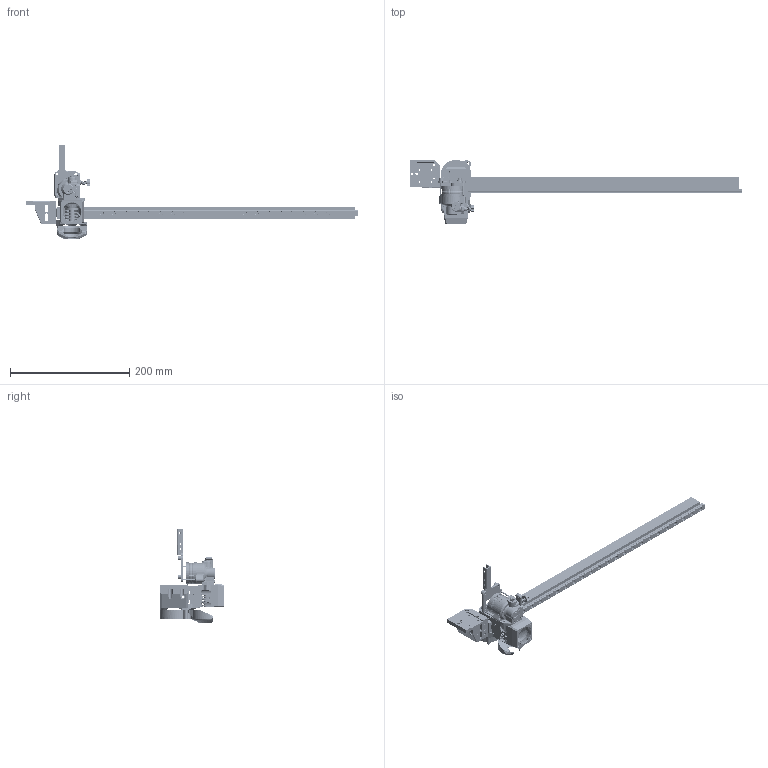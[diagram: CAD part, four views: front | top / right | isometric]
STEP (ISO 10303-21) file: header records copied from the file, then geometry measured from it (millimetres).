
FILE_DESCRIPTION(('STEP AP242'), '1');
FILE_NAME('êàðåòêà ñ êîðïóñîì îðáèòðà è 9 ðåëüñîé', '', ('UNSPECIFIED'), ('UNSPECIFIED'), 'C3D Converter', 'C3D Toolkit', '');
FILE_SCHEMA(('AP242_MANAGED_MODEL_BASED_3D_ENGINEERING_MIM_LF { 1 0 10303 442 1 1 4 }'));
Length unit declared in the file: millimetre
Products named in the file (18): V09-01-01-04-03 - Bereza carriage; V09-01-01-04-02 - Bereza body; Orbiter_v2.0_mockup; 2; Radial-Cooling-Fan-5015-DC12V; Carriage MGN9H; Heatsink V6 cut; Rail MGN9 L500; Roller; Bearing F623; Bearing 623; Washer M3; Endstop mechanical; Tube square 20x20x2x500; V09-01-01-04-04 - Bereza roller spacer; V09-01-01-01-01 - Y axis carriage body
Assembly tree (19 placements, depth 3):
  (unnamed)
    V09-01-01-04-03 - Bereza carriage
    V09-01-01-04-02 - Bereza body
    Orbiter_v2.0_mockup
  2
    Radial-Cooling-Fan-5015-DC12V
    Carriage MGN9H
    Heatsink V6 cut
    Rail MGN9 L500
    Roller  x2
      Bearing F623
      Bearing 623
      Washer M3
    Endstop mechanical
    Tube square 20x20x2x500
    V09-01-01-04-04 - Bereza roller spacer
    (unnamed)
    V09-01-01-01-01 - Y axis carriage body
Bounding box: 557.12 x 107.99 x 158.97 mm (x, y, z)
Volume: 204115.9 mm3; surface area: 216057.5 mm2
Topology: 103 solids, 138 shells, 3523 faces, 10263 edges, 6861 vertices
Faces by surface type: plane 1576, cylinder 1089, torus 333, bspline 237, cone 213, sphere 64, extrusion 11
Full cylindrical faces by diameter (mm): 1.2 x4, 1.288 x5, 1.666 x1, 1.8 x6, 2.25 x2, 2.43 x1, 2.5 x4, 2.603 x4, 2.7 x7, 3 x11, 3.168 x1, 3.2 x11, 3.3 x6, 3.5 x30, 3.563 x1, 4 x25, 4.2 x3, 4.3 x4, 4.4 x8, 4.5 x4, 4.7 x8, 4.9 x1, 5 x5, 5.1 x8, 5.5 x1, 5.7 x2, 5.973 x8, 6 x32, 6.5 x1, 6.9 x1
Entity records: 181512 total; most frequent: CARTESIAN_POINT 72204, ORIENTED_EDGE 17012, DIRECTION 16971, EDGE_CURVE 9275, AXIS2_PLACEMENT_3D 6505, VERTEX_POINT 6451, EDGE_LOOP 4118, VECTOR 3961
